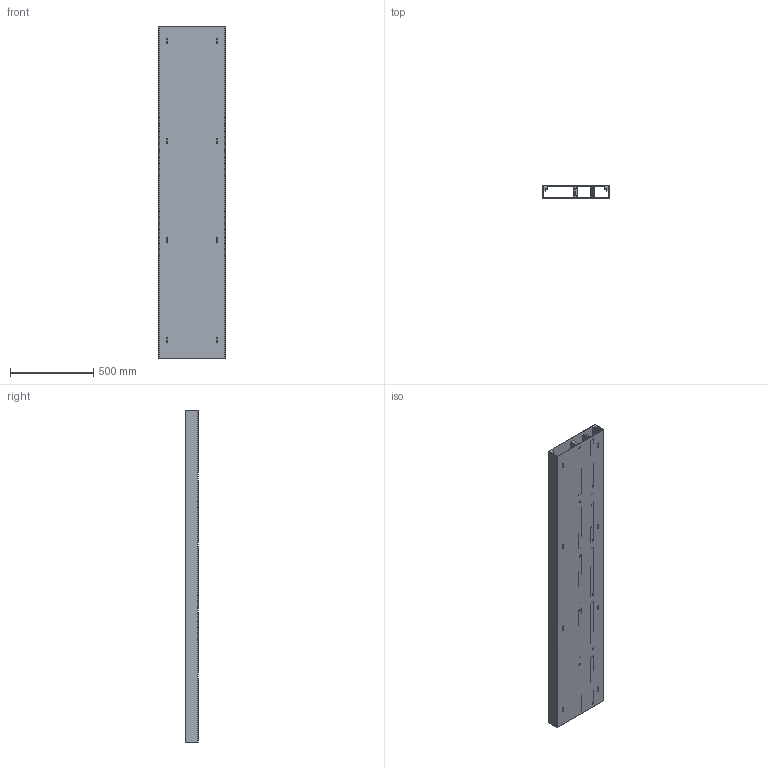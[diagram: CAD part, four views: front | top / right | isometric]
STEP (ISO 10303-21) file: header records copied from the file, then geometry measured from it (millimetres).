
FILE_DESCRIPTION((''),'2;1');
FILE_NAME('BKG4008011_ASM','2022-12-02T10:31:26',('hollstem'),(''),'CREO PARAMETRIC BY PTC INC, 2022024','CREO PARAMETRIC BY PTC INC, 2022024','');
FILE_SCHEMA(('AUTOMOTIVE_DESIGN { 1 0 10303 214 1 1 1 1 }'));
Length unit declared in the file: millimetre
Products named in the file (12): T-01022; T-01024; T-01025_AF0; T-01026_ASM; T-01514_ASM; T-01531_ASM; 63488-M; 63489-M_ASM; 63403-M; 63487-M_ASM; 63859-M; BKG4008011_ASM
Assembly tree (22 placements, depth 4):
  BKG4008011_ASM
    T-01022
    T-01024  x2
    T-01514_ASM
      T-01026_ASM
        T-01025_AF0
    T-01531_ASM
      T-01026_ASM
        T-01025_AF0
    63489-M_ASM  x5
      63488-M
    63487-M_ASM  x5
      63403-M
    63859-M  x2
Bounding box: 400 x 78 x 2000 mm (x, y, z)
Volume: 10118161.6 mm3; surface area: 5489023.4 mm2
Topology: 17 solids, 87 shells, 542 faces, 4869 edges, 4564 vertices
Faces by surface type: plane 388, cylinder 102, torus 32, cone 20
Entity records: 26696 total; most frequent: CARTESIAN_POINT 5478, DIRECTION 2716, PRESENTATION_STYLE_ASSIGNMENT 1356, STYLED_ITEM 1350, CURVE_STYLE 1337, ORIENTED_EDGE 1050, VECTOR 923, LINE 923
